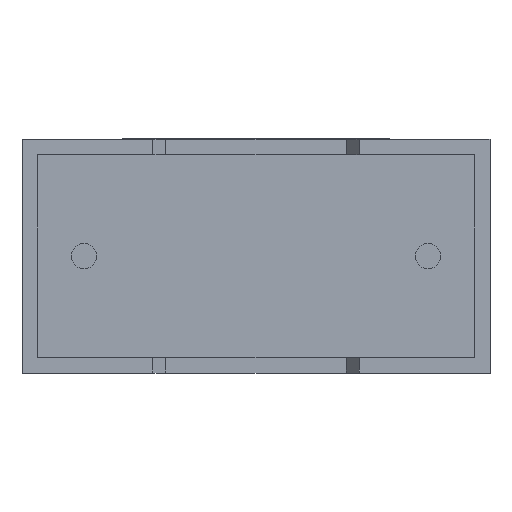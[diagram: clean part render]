
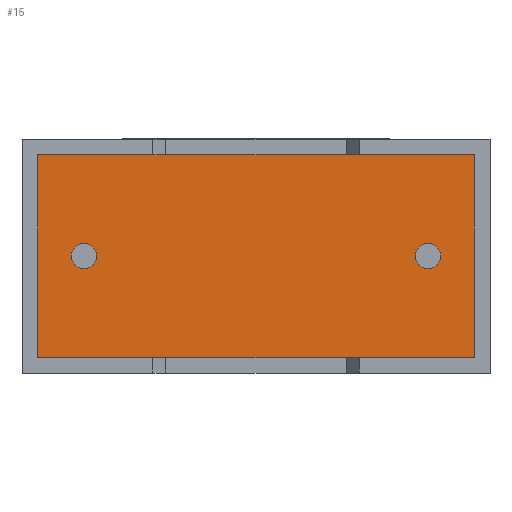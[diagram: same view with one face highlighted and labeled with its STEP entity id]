
A CAD part, front view. The second image highlights one B-rep face of the part: STEP entity #15.
In plain terms, the highlighted planar face has unit normal (0, -1, 0).
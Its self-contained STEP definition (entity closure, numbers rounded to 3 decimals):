
#15 = ADVANCED_FACE ( 'NONE', ( #1120, #3002, #2700 ), #2241, .T. ) ;
#87 = CIRCLE ( 'NONE', #867, 0.275 ) ;
#101 = EDGE_CURVE ( 'NONE', #682, #1145, #434, .T. ) ;
#116 = ORIENTED_EDGE ( 'NONE', *, *, #569, .F. ) ;
#117 = VERTEX_POINT ( 'NONE', #1889 ) ;
#170 = CARTESIAN_POINT ( 'NONE',  ( 9.86, 0.75, 0.34 ) ) ;
#172 = DIRECTION ( 'NONE',  ( 1., 0., 0. ) ) ;
#215 = DIRECTION ( 'NONE',  ( -1., 0., 0. ) ) ;
#224 = CARTESIAN_POINT ( 'NONE',  ( 9.86, 0.75, 4.76 ) ) ;
#248 = DIRECTION ( 'NONE',  ( 0., -1., 0. ) ) ;
#252 = CARTESIAN_POINT ( 'NONE',  ( 9.86, 0.75, 0.34 ) ) ;
#258 = CARTESIAN_POINT ( 'NONE',  ( 8.85, 0.75, 2.275 ) ) ;
#434 = LINE ( 'NONE', #252, #1971 ) ;
#459 = DIRECTION ( 'NONE',  ( 0., 0., -1. ) ) ;
#495 = CIRCLE ( 'NONE', #834, 0.275 ) ;
#517 = CARTESIAN_POINT ( 'NONE',  ( 1.35, 0.75, 2.55 ) ) ;
#550 = EDGE_CURVE ( 'NONE', #836, #2173, #2611, .T. ) ;
#569 = EDGE_CURVE ( 'NONE', #2173, #836, #87, .T. ) ;
#571 = AXIS2_PLACEMENT_3D ( 'NONE', #1737, #1960, #2367 ) ;
#645 = EDGE_CURVE ( 'NONE', #2889, #2771, #2164, .T. ) ;
#682 = VERTEX_POINT ( 'NONE', #170 ) ;
#684 = DIRECTION ( 'NONE',  ( 0., -1., 0. ) ) ;
#686 = CARTESIAN_POINT ( 'NONE',  ( 1.35, 0.75, 2.825 ) ) ;
#688 = VECTOR ( 'NONE', #459, 1000. ) ;
#725 = DIRECTION ( 'NONE',  ( 0., -1., 0. ) ) ;
#771 = CARTESIAN_POINT ( 'NONE',  ( 8.85, 0.75, 2.55 ) ) ;
#834 = AXIS2_PLACEMENT_3D ( 'NONE', #2815, #684, #1614 ) ;
#836 = VERTEX_POINT ( 'NONE', #258 ) ;
#867 = AXIS2_PLACEMENT_3D ( 'NONE', #771, #248, #2392 ) ;
#1087 = ORIENTED_EDGE ( 'NONE', *, *, #2059, .T. ) ;
#1094 = CARTESIAN_POINT ( 'NONE',  ( 9.86, 0.75, 4.76 ) ) ;
#1099 = VECTOR ( 'NONE', #172, 1000. ) ;
#1120 = FACE_BOUND ( 'NONE', #1957, .T. ) ;
#1145 = VERTEX_POINT ( 'NONE', #224 ) ;
#1167 = CARTESIAN_POINT ( 'NONE',  ( 0., 0.75, 0. ) ) ;
#1394 = VECTOR ( 'NONE', #215, 1000. ) ;
#1400 = ORIENTED_EDGE ( 'NONE', *, *, #645, .F. ) ;
#1560 = EDGE_CURVE ( 'NONE', #2771, #2889, #495, .T. ) ;
#1561 = LINE ( 'NONE', #1094, #1394 ) ;
#1597 = CARTESIAN_POINT ( 'NONE',  ( 1.35, 0.75, 2.275 ) ) ;
#1614 = DIRECTION ( 'NONE',  ( 0., 0., -1. ) ) ;
#1712 = CARTESIAN_POINT ( 'NONE',  ( 8.85, 0.75, 2.825 ) ) ;
#1737 = CARTESIAN_POINT ( 'NONE',  ( 8.85, 0.75, 2.55 ) ) ;
#1762 = ORIENTED_EDGE ( 'NONE', *, *, #101, .T. ) ;
#1769 = AXIS2_PLACEMENT_3D ( 'NONE', #1167, #2114, #2369 ) ;
#1819 = EDGE_CURVE ( 'NONE', #117, #2927, #2590, .T. ) ;
#1846 = DIRECTION ( 'NONE',  ( 0., 0., 1. ) ) ;
#1872 = CARTESIAN_POINT ( 'NONE',  ( 0.34, 0.75, 4.76 ) ) ;
#1889 = CARTESIAN_POINT ( 'NONE',  ( 0.34, 0.75, 4.76 ) ) ;
#1957 = EDGE_LOOP ( 'NONE', ( #116, #2749 ) ) ;
#1960 = DIRECTION ( 'NONE',  ( 0., -1., 0. ) ) ;
#1971 = VECTOR ( 'NONE', #1846, 1000. ) ;
#2022 = EDGE_CURVE ( 'NONE', #1145, #117, #1561, .T. ) ;
#2026 = AXIS2_PLACEMENT_3D ( 'NONE', #517, #725, #2406 ) ;
#2059 = EDGE_CURVE ( 'NONE', #2927, #682, #2307, .T. ) ;
#2106 = CARTESIAN_POINT ( 'NONE',  ( 0.34, 0.75, 0.34 ) ) ;
#2114 = DIRECTION ( 'NONE',  ( 0., -1., 0. ) ) ;
#2164 = CIRCLE ( 'NONE', #2026, 0.275 ) ;
#2173 = VERTEX_POINT ( 'NONE', #1712 ) ;
#2241 = PLANE ( 'NONE',  #1769 ) ;
#2285 = EDGE_LOOP ( 'NONE', ( #2690, #1087, #1762, #2519 ) ) ;
#2307 = LINE ( 'NONE', #2106, #1099 ) ;
#2367 = DIRECTION ( 'NONE',  ( 0., 0., -1. ) ) ;
#2369 = DIRECTION ( 'NONE',  ( 0., 0., -1. ) ) ;
#2392 = DIRECTION ( 'NONE',  ( 0., 0., -1. ) ) ;
#2406 = DIRECTION ( 'NONE',  ( 0., 0., -1. ) ) ;
#2519 = ORIENTED_EDGE ( 'NONE', *, *, #2022, .T. ) ;
#2590 = LINE ( 'NONE', #1872, #688 ) ;
#2611 = CIRCLE ( 'NONE', #571, 0.275 ) ;
#2662 = EDGE_LOOP ( 'NONE', ( #1400, #2802 ) ) ;
#2690 = ORIENTED_EDGE ( 'NONE', *, *, #1819, .T. ) ;
#2700 = FACE_BOUND ( 'NONE', #2662, .T. ) ;
#2749 = ORIENTED_EDGE ( 'NONE', *, *, #550, .F. ) ;
#2771 = VERTEX_POINT ( 'NONE', #1597 ) ;
#2790 = CARTESIAN_POINT ( 'NONE',  ( 0.34, 0.75, 0.34 ) ) ;
#2802 = ORIENTED_EDGE ( 'NONE', *, *, #1560, .F. ) ;
#2815 = CARTESIAN_POINT ( 'NONE',  ( 1.35, 0.75, 2.55 ) ) ;
#2889 = VERTEX_POINT ( 'NONE', #686 ) ;
#2927 = VERTEX_POINT ( 'NONE', #2790 ) ;
#3002 = FACE_OUTER_BOUND ( 'NONE', #2285, .T. ) ;
